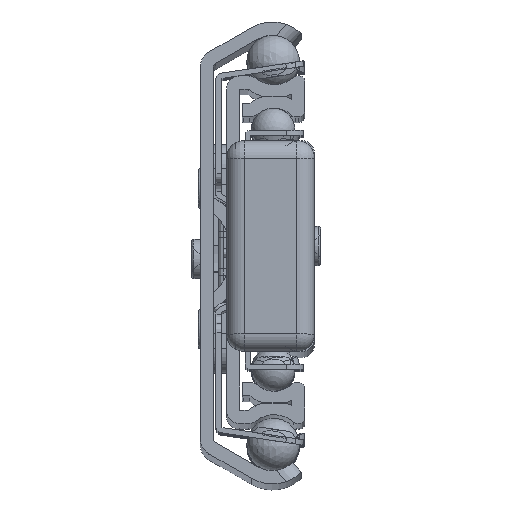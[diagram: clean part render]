
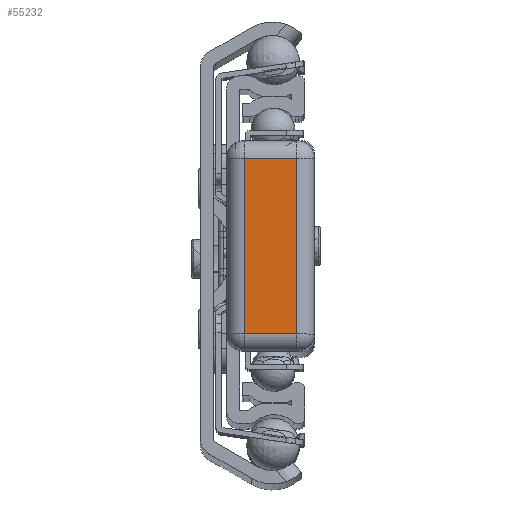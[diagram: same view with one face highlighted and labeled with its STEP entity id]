
A CAD part, top view. The second image highlights one B-rep face of the part: STEP entity #55232.
In plain terms, the highlighted planar face has unit normal (0, 0, 1).
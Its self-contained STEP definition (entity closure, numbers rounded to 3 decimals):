
#3101=PLANE('',#58743);
#5454=FACE_OUTER_BOUND('',#8344,.T.);
#8344=EDGE_LOOP('',(#37759,#37760,#37761,#37762));
#11464=LINE('',#80970,#15400);
#11466=LINE('',#80978,#15402);
#11468=LINE('',#80988,#15404);
#11470=LINE('',#80997,#15406);
#15400=VECTOR('',#65300,10.);
#15402=VECTOR('',#65308,10.);
#15404=VECTOR('',#65320,10.);
#15406=VECTOR('',#65332,10.);
#21840=VERTEX_POINT('',#80967);
#21841=VERTEX_POINT('',#80969);
#21844=VERTEX_POINT('',#80977);
#21847=VERTEX_POINT('',#80987);
#27896=EDGE_CURVE('',#21840,#21841,#11464,.T.);
#27900=EDGE_CURVE('',#21841,#21844,#11466,.T.);
#27905=EDGE_CURVE('',#21844,#21847,#11468,.T.);
#27910=EDGE_CURVE('',#21847,#21840,#11470,.T.);
#37759=ORIENTED_EDGE('',*,*,#27896,.F.);
#37760=ORIENTED_EDGE('',*,*,#27910,.F.);
#37761=ORIENTED_EDGE('',*,*,#27905,.F.);
#37762=ORIENTED_EDGE('',*,*,#27900,.F.);
#55232=ADVANCED_FACE('',(#5454),#3101,.T.);
#58743=AXIS2_PLACEMENT_3D('',#81011,#65354,#65355);
#65300=DIRECTION('',(0.,1.,0.));
#65308=DIRECTION('',(1.,0.,0.));
#65320=DIRECTION('',(0.,-1.,0.));
#65332=DIRECTION('',(-1.,0.,0.));
#65354=DIRECTION('center_axis',(0.,0.,
1.));
#65355=DIRECTION('ref_axis',(-1.,0.,0.));
#80967=CARTESIAN_POINT('',(-3.2,-10.,650.));
#80969=CARTESIAN_POINT('',(-3.2,10.,650.));
#80970=CARTESIAN_POINT('',(-3.2,-5.,650.));
#80977=CARTESIAN_POINT('',(2.8,10.,650.));
#80978=CARTESIAN_POINT('',(-1.7,10.,650.));
#80987=CARTESIAN_POINT('',(2.8,-10.,650.));
#80988=CARTESIAN_POINT('',(2.8,5.,650.));
#80997=CARTESIAN_POINT('',(1.3,-10.,650.));
#81011=CARTESIAN_POINT('Origin',(-0.2,0.,
650.));
